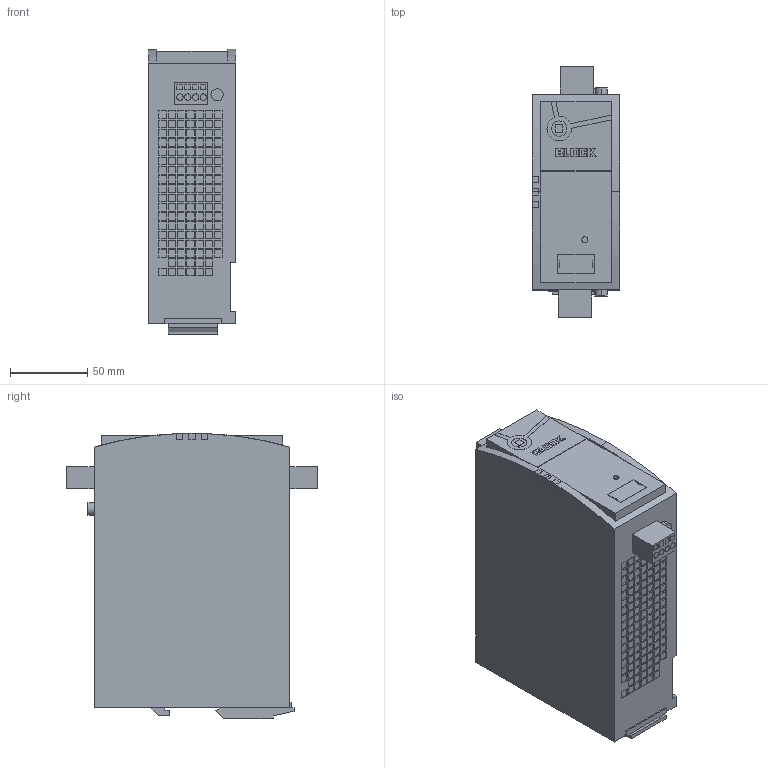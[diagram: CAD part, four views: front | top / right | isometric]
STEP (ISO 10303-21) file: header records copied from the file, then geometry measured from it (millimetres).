
FILE_DESCRIPTION (( 'STEP AP214' ), '1' );
FILE_NAME ('357718.STEP', '2023-01-18T12:26:41', ( '' ), ( '' ), 'SwSTEP 2.0', 'SolidWorks 2018', '' );
FILE_SCHEMA (( 'AUTOMOTIVE_DESIGN' ));
Length unit declared in the file: millimetre
Products named in the file (1): 357718
Bounding box: 57 x 163 x 185.15 mm (x, y, z)
Volume: 1276571.6 mm3; surface area: 87274.9 mm2
Topology: 1 solids, 1 shells, 1472 faces, 3579 edges, 2384 vertices
Faces by surface type: plane 1420, cylinder 52
Entity records: 42307 total; most frequent: CARTESIAN_POINT 7436, ORIENTED_EDGE 7158, DIRECTION 6643, EDGE_CURVE 3579, LINE 3461, VECTOR 3461, VERTEX_POINT 2384, EDGE_LOOP 1747
